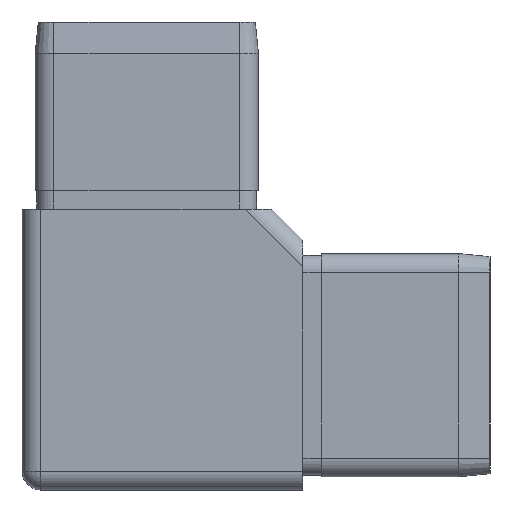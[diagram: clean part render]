
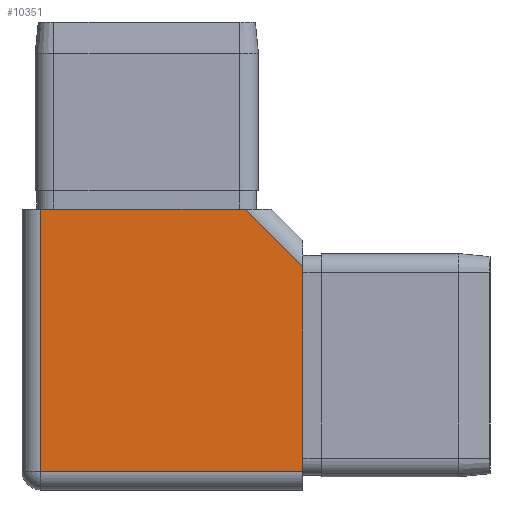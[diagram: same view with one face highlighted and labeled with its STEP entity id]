
A CAD part, left-side view. The second image highlights one B-rep face of the part: STEP entity #10351.
In plain terms, the highlighted planar face has unit normal (-1, 0, 0).
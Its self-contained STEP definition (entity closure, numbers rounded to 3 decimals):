
#103 = VERTEX_POINT ( 'NONE', #8036 ) ;
#1943 = VECTOR ( 'NONE', #11010, 1000. ) ;
#3466 = VERTEX_POINT ( 'NONE', #4278 ) ;
#3754 = EDGE_LOOP ( 'NONE', ( #16154, #10961, #13390, #16379, #6257 ) ) ;
#4257 = LINE ( 'NONE', #7239, #15668 ) ;
#4278 = CARTESIAN_POINT ( 'NONE',  ( -22.5, -22.5, -19.5 ) ) ;
#4301 = VERTEX_POINT ( 'NONE', #6281 ) ;
#4893 = VECTOR ( 'NONE', #10116, 1000. ) ;
#4894 = LINE ( 'NONE', #8774, #5305 ) ;
#5305 = VECTOR ( 'NONE', #15348, 1000. ) ;
#5437 = EDGE_CURVE ( 'NONE', #103, #12330, #8167, .T. ) ;
#6257 = ORIENTED_EDGE ( 'NONE', *, *, #15581, .T. ) ;
#6281 = CARTESIAN_POINT ( 'NONE',  ( -22.5, -22.5, 13.257 ) ) ;
#6385 = DIRECTION ( 'NONE',  ( 0., 0., -1. ) ) ;
#7239 = CARTESIAN_POINT ( 'NONE',  ( -22.5, -15.379, 20.379 ) ) ;
#7336 = DIRECTION ( 'NONE',  ( 1., 0., 0. ) ) ;
#7699 = CARTESIAN_POINT ( 'NONE',  ( -22.5, -13.257, 22.5 ) ) ;
#8036 = CARTESIAN_POINT ( 'NONE',  ( -22.5, 19.5, 22.5 ) ) ;
#8167 = LINE ( 'NONE', #12640, #4893 ) ;
#8774 = CARTESIAN_POINT ( 'NONE',  ( -22.5, 22.5, -19.5 ) ) ;
#9899 = CARTESIAN_POINT ( 'NONE',  ( -22.5, -22.5, 22.5 ) ) ;
#10116 = DIRECTION ( 'NONE',  ( 0., 0., -1. ) ) ;
#10178 = VERTEX_POINT ( 'NONE', #7699 ) ;
#10351 = ADVANCED_FACE ( 'NONE', ( #11817 ), #13754, .F. ) ;
#10961 = ORIENTED_EDGE ( 'NONE', *, *, #16752, .T. ) ;
#11010 = DIRECTION ( 'NONE',  ( 0., -1., 0. ) ) ;
#11119 = CARTESIAN_POINT ( 'NONE',  ( -22.5, 22.5, 22.5 ) ) ;
#11172 = DIRECTION ( 'NONE',  ( 0., 1., 0. ) ) ;
#11204 = AXIS2_PLACEMENT_3D ( 'NONE', #11119, #7336, #11172 ) ;
#11328 = VECTOR ( 'NONE', #6385, 1000. ) ;
#11817 = FACE_OUTER_BOUND ( 'NONE', #3754, .T. ) ;
#12330 = VERTEX_POINT ( 'NONE', #14350 ) ;
#12640 = CARTESIAN_POINT ( 'NONE',  ( -22.5, 19.5, 22.5 ) ) ;
#13005 = EDGE_CURVE ( 'NONE', #4301, #3466, #13430, .T. ) ;
#13390 = ORIENTED_EDGE ( 'NONE', *, *, #16726, .F. ) ;
#13430 = LINE ( 'NONE', #9899, #11328 ) ;
#13644 = CARTESIAN_POINT ( 'NONE',  ( -22.5, 22.5, 22.5 ) ) ;
#13754 = PLANE ( 'NONE',  #11204 ) ;
#14350 = CARTESIAN_POINT ( 'NONE',  ( -22.5, 19.5, -19.5 ) ) ;
#14639 = LINE ( 'NONE', #13644, #1943 ) ;
#15348 = DIRECTION ( 'NONE',  ( 0., -1., 0. ) ) ;
#15581 = EDGE_CURVE ( 'NONE', #12330, #3466, #4894, .T. ) ;
#15668 = VECTOR ( 'NONE', #16461, 1000. ) ;
#16154 = ORIENTED_EDGE ( 'NONE', *, *, #13005, .F. ) ;
#16379 = ORIENTED_EDGE ( 'NONE', *, *, #5437, .T. ) ;
#16461 = DIRECTION ( 'NONE',  ( 0., 0.707, 0.707 ) ) ;
#16726 = EDGE_CURVE ( 'NONE', #103, #10178, #14639, .T. ) ;
#16752 = EDGE_CURVE ( 'NONE', #4301, #10178, #4257, .T. ) ;
